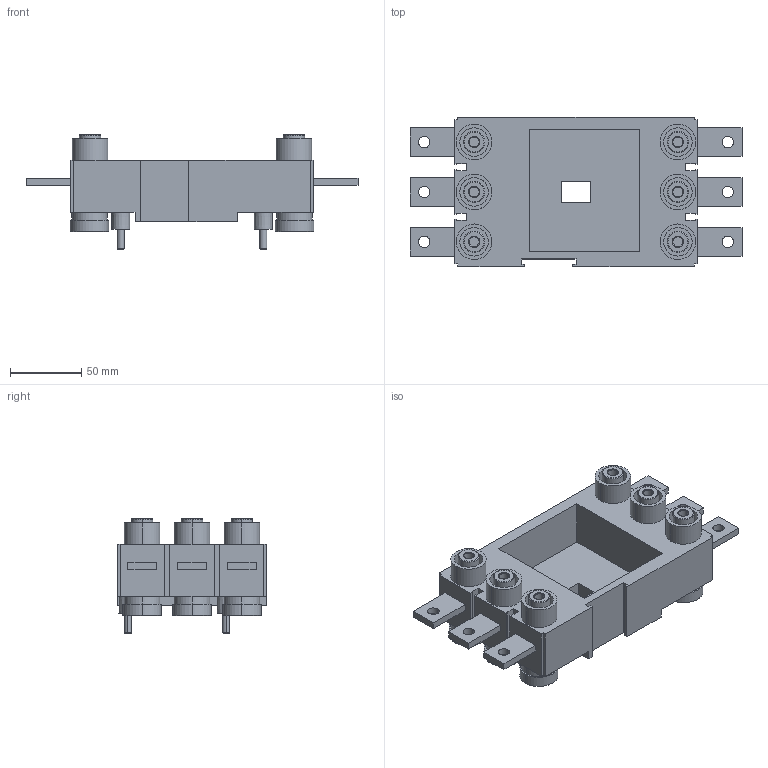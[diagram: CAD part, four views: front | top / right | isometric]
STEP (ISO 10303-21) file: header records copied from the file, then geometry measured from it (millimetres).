
FILE_DESCRIPTION (( 'STEP AP214' ), '1' );
FILE_NAME ('Ïàíåëü âòû÷íàÿ 250À.STEP', '2018-08-13T05:37:03', ( '' ), ( '' ), 'SwSTEP 2.0', 'SolidWorks 2017', '' );
FILE_SCHEMA (( 'AUTOMOTIVE_DESIGN' ));
Length unit declared in the file: millimetre
Products named in the file (1): Ïàíåëü âòû÷íàÿ 250À
Bounding box: 233 x 105 x 80.5 mm (x, y, z)
Volume: 565473.6 mm3; surface area: 110851.7 mm2
Topology: 1 solids, 1 shells, 285 faces, 652 edges, 420 vertices
Faces by surface type: plane 141, cylinder 92, torus 36, cone 16
Entity records: 9533 total; most frequent: DIRECTION 1504, CARTESIAN_POINT 1358, ORIENTED_EDGE 1304, EDGE_CURVE 652, AXIS2_PLACEMENT_3D 566, VERTEX_POINT 420, VECTOR 372, LINE 372
